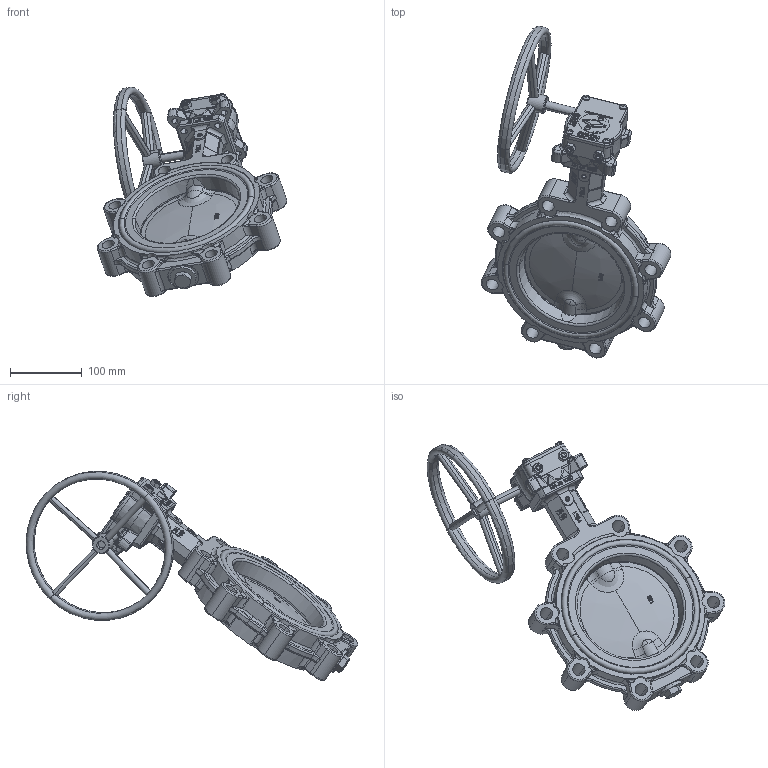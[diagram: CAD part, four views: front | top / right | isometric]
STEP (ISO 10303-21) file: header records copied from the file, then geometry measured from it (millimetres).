
FILE_DESCRIPTION (( 'STEP AP203' ), '1' );
FILE_NAME ('AK02_DN150_Getriebe.STEP', '2022-10-06T12:26:05', ( '' ), ( '' ), 'SwSTEP 2.0', 'SolidWorks 2021', '' );
FILE_SCHEMA (( 'CONFIG_CONTROL_DESIGN' ));
Length unit declared in the file: metre
Products named in the file (5): AK02_DN150_OH; AK01_DN125-200_Getriebe; AK01_DN125-200_Getriebe mit Handrad; AK02_DN150_Getriebe; AK01_DN125-200_Getriebe - Handrad
Assembly tree (4 placements, depth 3):
  AK02_DN150_Getriebe
    AK01_DN125-200_Getriebe mit Handrad
      AK01_DN125-200_Getriebe
      AK01_DN125-200_Getriebe - Handrad
    AK02_DN150_OH
Bounding box: 264.63 x 463 x 291.89 mm (x, y, z)
Volume: 2115650.9 mm3; surface area: 335648.7 mm2
Topology: 3 solids, 25 shells, 2528 faces, 6441 edges, 3975 vertices
Faces by surface type: plane 675, cylinder 628, bspline 468, torus 356, cone 305, sphere 96
Entity records: 122727 total; most frequent: CARTESIAN_POINT 65496, ORIENTED_EDGE 12738, DIRECTION 10799, EDGE_CURVE 6369, AXIS2_PLACEMENT_3D 4298, VERTEX_POINT 3975, EDGE_LOOP 2684, FACE_OUTER_BOUND 2528
